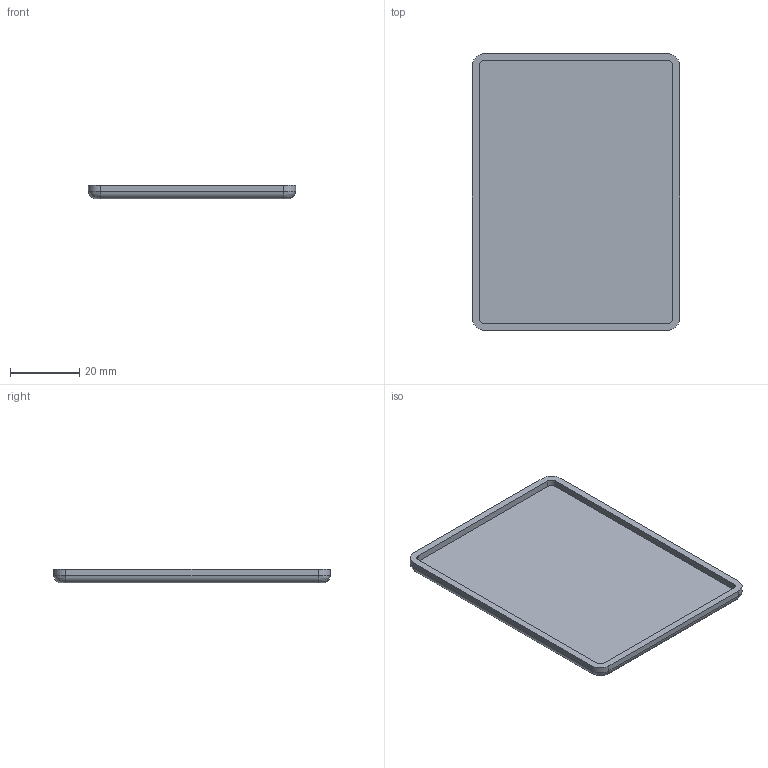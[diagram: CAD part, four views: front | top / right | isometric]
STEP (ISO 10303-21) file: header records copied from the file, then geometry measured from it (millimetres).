
FILE_DESCRIPTION(/* description */ ('Abdeckkappe Schutzzaunständer 60x 80'),/* implementation_level */ '2;1');
FILE_NAME(/* name */ 'SZ0082S-A.stp',/* time_stamp */ '2015-11-24T16:02:04+01:00',/* author */ ('Marina Kaa'),/* organization */ (''),/* preprocessor_version */ 'ST-DEVELOPER v15.6',/* originating_system */ 'Autodesk Inventor 2015',/* authorisation */ '');
FILE_SCHEMA (('AUTOMOTIVE_DESIGN { 1 0 10303 214 3 1 1 }'));
Length unit declared in the file: millimetre
Products named in the file (1): SZ0082S-A
Bounding box: 60 x 80 x 4 mm (x, y, z)
Volume: 10355.6 mm3; surface area: 10930.9 mm2
Topology: 1 solids, 1 shells, 27 faces, 64 edges, 40 vertices
Faces by surface type: cylinder 12, plane 11, bspline 4
Entity records: 822 total; most frequent: CARTESIAN_POINT 164, DIRECTION 140, ORIENTED_EDGE 128, EDGE_CURVE 64, AXIS2_PLACEMENT_3D 52, VERTEX_POINT 40, LINE 36, VECTOR 36
